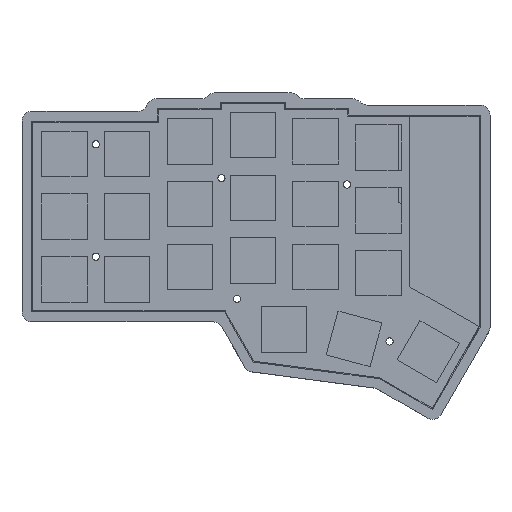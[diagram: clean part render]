
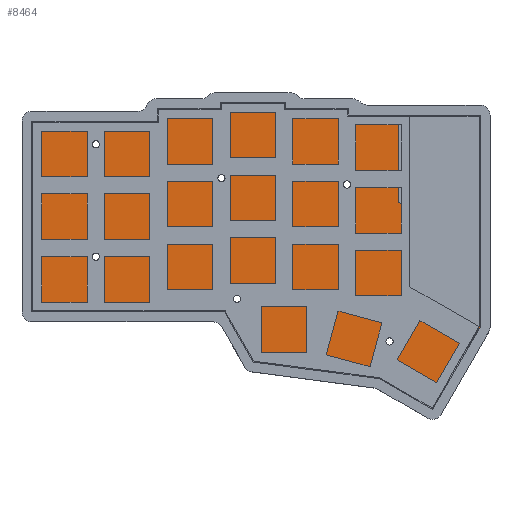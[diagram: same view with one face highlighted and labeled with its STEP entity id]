
A CAD part, top view. The second image highlights one B-rep face of the part: STEP entity #8464.
In plain terms, the highlighted planar face has unit normal (0, 0, 1).
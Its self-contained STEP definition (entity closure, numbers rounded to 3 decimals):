
#113=CIRCLE('',#8929,1.1);
#115=CIRCLE('',#8932,1.1);
#139=CIRCLE('',#8998,1.1);
#140=CIRCLE('',#8999,1.1);
#141=CIRCLE('',#9000,1.1);
#142=CIRCLE('',#9001,1.1);
#143=CIRCLE('',#9002,1.1);
#144=CIRCLE('',#9003,1.1);
#258=FACE_BOUND('',#1128,.T.);
#259=FACE_BOUND('',#1129,.T.);
#260=FACE_BOUND('',#1130,.T.);
#261=FACE_BOUND('',#1131,.T.);
#262=FACE_BOUND('',#1132,.T.);
#263=FACE_BOUND('',#1133,.T.);
#264=FACE_BOUND('',#1134,.T.);
#265=FACE_BOUND('',#1135,.T.);
#634=FACE_OUTER_BOUND('',#1127,.T.);
#1127=EDGE_LOOP('',(#7287,#7288,#7289,#7290,#7291,#7292,#7293,#7294,#7295,
#7296,#7297,#7298,#7299,#7300,#7301,#7302,#7303,#7304,#7305,#7306,#7307,
#7308));
#1128=EDGE_LOOP('',(#7309));
#1129=EDGE_LOOP('',(#7310));
#1130=EDGE_LOOP('',(#7311));
#1131=EDGE_LOOP('',(#7312));
#1132=EDGE_LOOP('',(#7313));
#1133=EDGE_LOOP('',(#7314));
#1134=EDGE_LOOP('',(#7315));
#1135=EDGE_LOOP('',(#7316));
#2118=LINE('',#13197,#3203);
#2139=LINE('',#13241,#3224);
#2142=LINE('',#13247,#3227);
#2145=LINE('',#13253,#3230);
#2153=LINE('',#13268,#3238);
#2154=LINE('',#13270,#3239);
#2155=LINE('',#13272,#3240);
#2156=LINE('',#13274,#3241);
#2157=LINE('',#13276,#3242);
#2158=LINE('',#13278,#3243);
#2159=LINE('',#13280,#3244);
#2160=LINE('',#13282,#3245);
#2161=LINE('',#13284,#3246);
#2162=LINE('',#13286,#3247);
#2163=LINE('',#13288,#3248);
#2164=LINE('',#13290,#3249);
#2165=LINE('',#13292,#3250);
#2166=LINE('',#13294,#3251);
#2167=LINE('',#13296,#3252);
#2168=LINE('',#13298,#3253);
#2169=LINE('',#13300,#3254);
#2170=LINE('',#13301,#3255);
#3203=VECTOR('',#10819,10.);
#3224=VECTOR('',#10854,10.);
#3227=VECTOR('',#10859,10.);
#3230=VECTOR('',#10864,10.);
#3238=VECTOR('',#10878,10.);
#3239=VECTOR('',#10879,10.);
#3240=VECTOR('',#10880,10.);
#3241=VECTOR('',#10881,10.);
#3242=VECTOR('',#10882,10.);
#3243=VECTOR('',#10883,10.);
#3244=VECTOR('',#10884,10.);
#3245=VECTOR('',#10885,10.);
#3246=VECTOR('',#10886,10.);
#3247=VECTOR('',#10887,10.);
#3248=VECTOR('',#10888,10.);
#3249=VECTOR('',#10889,10.);
#3250=VECTOR('',#10890,10.);
#3251=VECTOR('',#10891,10.);
#3252=VECTOR('',#10892,10.);
#3253=VECTOR('',#10893,10.);
#3254=VECTOR('',#10894,10.);
#3255=VECTOR('',#10895,10.);
#3964=VERTEX_POINT('',#13023);
#3966=VERTEX_POINT('',#13029);
#4018=VERTEX_POINT('',#13190);
#4021=VERTEX_POINT('',#13195);
#4037=VERTEX_POINT('',#13240);
#4039=VERTEX_POINT('',#13246);
#4041=VERTEX_POINT('',#13252);
#4045=VERTEX_POINT('',#13267);
#4046=VERTEX_POINT('',#13269);
#4047=VERTEX_POINT('',#13271);
#4048=VERTEX_POINT('',#13273);
#4049=VERTEX_POINT('',#13275);
#4050=VERTEX_POINT('',#13277);
#4051=VERTEX_POINT('',#13279);
#4052=VERTEX_POINT('',#13281);
#4053=VERTEX_POINT('',#13283);
#4054=VERTEX_POINT('',#13285);
#4055=VERTEX_POINT('',#13287);
#4056=VERTEX_POINT('',#13289);
#4057=VERTEX_POINT('',#13291);
#4058=VERTEX_POINT('',#13293);
#4059=VERTEX_POINT('',#13295);
#4060=VERTEX_POINT('',#13297);
#4061=VERTEX_POINT('',#13299);
#4062=VERTEX_POINT('',#13302);
#4063=VERTEX_POINT('',#13304);
#4064=VERTEX_POINT('',#13306);
#4065=VERTEX_POINT('',#13308);
#4066=VERTEX_POINT('',#13310);
#4067=VERTEX_POINT('',#13312);
#5039=EDGE_CURVE('',#3964,#3964,#113,.T.);
#5042=EDGE_CURVE('',#3966,#3966,#115,.T.);
#5123=EDGE_CURVE('',#4021,#4018,#2118,.T.);
#5144=EDGE_CURVE('',#4037,#4018,#2139,.T.);
#5147=EDGE_CURVE('',#4039,#4037,#2142,.T.);
#5150=EDGE_CURVE('',#4041,#4039,#2145,.T.);
#5158=EDGE_CURVE('',#4021,#4045,#2153,.T.);
#5159=EDGE_CURVE('',#4045,#4046,#2154,.T.);
#5160=EDGE_CURVE('',#4046,#4047,#2155,.T.);
#5161=EDGE_CURVE('',#4047,#4048,#2156,.T.);
#5162=EDGE_CURVE('',#4048,#4049,#2157,.T.);
#5163=EDGE_CURVE('',#4049,#4050,#2158,.T.);
#5164=EDGE_CURVE('',#4050,#4051,#2159,.T.);
#5165=EDGE_CURVE('',#4051,#4052,#2160,.T.);
#5166=EDGE_CURVE('',#4052,#4053,#2161,.T.);
#5167=EDGE_CURVE('',#4053,#4054,#2162,.T.);
#5168=EDGE_CURVE('',#4054,#4055,#2163,.T.);
#5169=EDGE_CURVE('',#4055,#4056,#2164,.T.);
#5170=EDGE_CURVE('',#4056,#4057,#2165,.T.);
#5171=EDGE_CURVE('',#4057,#4058,#2166,.T.);
#5172=EDGE_CURVE('',#4058,#4059,#2167,.T.);
#5173=EDGE_CURVE('',#4059,#4060,#2168,.T.);
#5174=EDGE_CURVE('',#4060,#4061,#2169,.T.);
#5175=EDGE_CURVE('',#4061,#4041,#2170,.T.);
#5176=EDGE_CURVE('',#4062,#4062,#139,.T.);
#5177=EDGE_CURVE('',#4063,#4063,#140,.T.);
#5178=EDGE_CURVE('',#4064,#4064,#141,.T.);
#5179=EDGE_CURVE('',#4065,#4065,#142,.T.);
#5180=EDGE_CURVE('',#4066,#4066,#143,.T.);
#5181=EDGE_CURVE('',#4067,#4067,#144,.T.);
#7287=ORIENTED_EDGE('',*,*,#5123,.F.);
#7288=ORIENTED_EDGE('',*,*,#5158,.T.);
#7289=ORIENTED_EDGE('',*,*,#5159,.T.);
#7290=ORIENTED_EDGE('',*,*,#5160,.T.);
#7291=ORIENTED_EDGE('',*,*,#5161,.T.);
#7292=ORIENTED_EDGE('',*,*,#5162,.T.);
#7293=ORIENTED_EDGE('',*,*,#5163,.T.);
#7294=ORIENTED_EDGE('',*,*,#5164,.T.);
#7295=ORIENTED_EDGE('',*,*,#5165,.T.);
#7296=ORIENTED_EDGE('',*,*,#5166,.T.);
#7297=ORIENTED_EDGE('',*,*,#5167,.T.);
#7298=ORIENTED_EDGE('',*,*,#5168,.T.);
#7299=ORIENTED_EDGE('',*,*,#5169,.T.);
#7300=ORIENTED_EDGE('',*,*,#5170,.T.);
#7301=ORIENTED_EDGE('',*,*,#5171,.T.);
#7302=ORIENTED_EDGE('',*,*,#5172,.T.);
#7303=ORIENTED_EDGE('',*,*,#5173,.T.);
#7304=ORIENTED_EDGE('',*,*,#5174,.T.);
#7305=ORIENTED_EDGE('',*,*,#5175,.T.);
#7306=ORIENTED_EDGE('',*,*,#5150,.T.);
#7307=ORIENTED_EDGE('',*,*,#5147,.T.);
#7308=ORIENTED_EDGE('',*,*,#5144,.T.);
#7309=ORIENTED_EDGE('',*,*,#5039,.T.);
#7310=ORIENTED_EDGE('',*,*,#5042,.T.);
#7311=ORIENTED_EDGE('',*,*,#5176,.T.);
#7312=ORIENTED_EDGE('',*,*,#5177,.T.);
#7313=ORIENTED_EDGE('',*,*,#5178,.T.);
#7314=ORIENTED_EDGE('',*,*,#5179,.T.);
#7315=ORIENTED_EDGE('',*,*,#5180,.T.);
#7316=ORIENTED_EDGE('',*,*,#5181,.T.);
#8041=PLANE('',#8997);
#8464=ADVANCED_FACE('',(#634,#258,#259,#260,#261,#262,#263,#264,#265),#8041,
 .F.);
#8929=AXIS2_PLACEMENT_3D('',#13025,#10647,#10648);
#8932=AXIS2_PLACEMENT_3D('',#13031,#10654,#10655);
#8997=AXIS2_PLACEMENT_3D('',#13266,#10876,#10877);
#8998=AXIS2_PLACEMENT_3D('',#13303,#10896,#10897);
#8999=AXIS2_PLACEMENT_3D('',#13305,#10898,#10899);
#9000=AXIS2_PLACEMENT_3D('',#13307,#10900,#10901);
#9001=AXIS2_PLACEMENT_3D('',#13309,#10902,#10903);
#9002=AXIS2_PLACEMENT_3D('',#13311,#10904,#10905);
#9003=AXIS2_PLACEMENT_3D('',#13313,#10906,#10907);
#10647=DIRECTION('center_axis',(0.,0.,-1.));
#10648=DIRECTION('ref_axis',(1.,0.,0.));
#10654=DIRECTION('center_axis',(0.,0.,-1.));
#10655=DIRECTION('ref_axis',(1.,0.,0.));
#10819=DIRECTION('',(0.,-1.,0.));
#10854=DIRECTION('',(-0.897,0.442,0.));
#10859=DIRECTION('',(0.,1.,0.));
#10864=DIRECTION('',(-1.,0.,0.));
#10876=DIRECTION('center_axis',(0.,0.,-1.));
#10877=DIRECTION('ref_axis',(1.,0.,0.));
#10878=DIRECTION('',(-1.,0.,0.));
#10879=DIRECTION('',(0.,1.,0.));
#10880=DIRECTION('',(-1.,0.,0.));
#10881=DIRECTION('',(0.,1.,0.));
#10882=DIRECTION('',(-1.,0.,0.));
#10883=DIRECTION('',(0.,-1.,0.));
#10884=DIRECTION('',(-1.,0.,0.));
#10885=DIRECTION('',(0.,-1.,0.));
#10886=DIRECTION('',(-1.,0.,0.));
#10887=DIRECTION('',(0.,-1.,0.));
#10888=DIRECTION('',(1.,0.,0.));
#10889=DIRECTION('',(0.5,-0.866,0.));
#10890=DIRECTION('',(0.991,-0.131,0.));
#10891=DIRECTION('',(0.866,-0.5,0.));
#10892=DIRECTION('',(0.5,0.866,0.));
#10893=DIRECTION('',(0.866,-0.5,0.));
#10894=DIRECTION('',(0.5,0.866,0.));
#10895=DIRECTION('',(0.,1.,0.));
#10896=DIRECTION('center_axis',(0.,0.,-1.));
#10897=DIRECTION('ref_axis',(-1.,0.,0.));
#10898=DIRECTION('center_axis',(0.,0.,-1.));
#10899=DIRECTION('ref_axis',(-1.,0.,0.));
#10900=DIRECTION('center_axis',(0.,0.,-1.));
#10901=DIRECTION('ref_axis',(-1.,0.,0.));
#10902=DIRECTION('center_axis',(0.,0.,-1.));
#10903=DIRECTION('ref_axis',(-1.,0.,0.));
#10904=DIRECTION('center_axis',(0.,0.,-1.));
#10905=DIRECTION('ref_axis',(-1.,0.,0.));
#10906=DIRECTION('center_axis',(0.,0.,-1.));
#10907=DIRECTION('ref_axis',(-1.,0.,0.));
#13023=CARTESIAN_POINT('',(116.419,54.482,-7.7));
#13025=CARTESIAN_POINT('Origin',(117.519,54.482,-7.7));
#13029=CARTESIAN_POINT('',(128.849,32.849,-7.7));
#13031=CARTESIAN_POINT('Origin',(129.949,32.849,-7.7));
#13190=CARTESIAN_POINT('',(110.844,62.761,-7.7));
#13195=CARTESIAN_POINT('',(110.844,87.726,-7.7));
#13197=CARTESIAN_POINT('',(110.844,67.571,-7.7));
#13240=CARTESIAN_POINT('',(121.774,57.37,-7.7));
#13241=CARTESIAN_POINT('',(102.313,66.968,-7.7));
#13246=CARTESIAN_POINT('',(121.774,52.37,-7.7));
#13247=CARTESIAN_POINT('',(121.774,49.143,-7.7));
#13252=CARTESIAN_POINT('',(135.724,52.37,-7.7));
#13253=CARTESIAN_POINT('',(101.73,52.37,-7.7));
#13266=CARTESIAN_POINT('Origin',(67.735,45.916,-7.7));
#13267=CARTESIAN_POINT('',(94.194,87.726,-7.7));
#13268=CARTESIAN_POINT('',(134.224,87.726,-7.7));
#13269=CARTESIAN_POINT('',(94.194,89.632,-7.7));
#13270=CARTESIAN_POINT('',(94.194,87.726,-7.7));
#13271=CARTESIAN_POINT('',(75.144,89.632,-7.7));
#13272=CARTESIAN_POINT('',(94.194,89.632,-7.7));
#13273=CARTESIAN_POINT('',(75.144,91.536,-7.7));
#13274=CARTESIAN_POINT('',(75.144,89.632,-7.7));
#13275=CARTESIAN_POINT('',(58.395,91.536,-7.7));
#13276=CARTESIAN_POINT('',(75.144,91.536,-7.7));
#13277=CARTESIAN_POINT('',(58.395,89.632,-7.7));
#13278=CARTESIAN_POINT('',(58.395,91.536,-7.7));
#13279=CARTESIAN_POINT('',(39.345,89.632,-7.7));
#13280=CARTESIAN_POINT('',(58.395,89.632,-7.7));
#13281=CARTESIAN_POINT('',(39.345,85.821,-7.7));
#13282=CARTESIAN_POINT('',(39.345,89.632,-7.7));
#13283=CARTESIAN_POINT('',(1.245,85.821,-7.7));
#13284=CARTESIAN_POINT('',(39.345,85.821,-7.7));
#13285=CARTESIAN_POINT('',(1.245,30.972,-7.7));
#13286=CARTESIAN_POINT('',(1.245,85.821,-7.7));
#13287=CARTESIAN_POINT('',(59.05,30.972,-7.7));
#13288=CARTESIAN_POINT('',(1.245,30.972,-7.7));
#13289=CARTESIAN_POINT('',(67.897,15.648,-7.7));
#13290=CARTESIAN_POINT('',(59.05,30.972,-7.7));
#13291=CARTESIAN_POINT('',(105.588,10.685,-7.7));
#13292=CARTESIAN_POINT('',(67.897,15.648,-7.7));
#13293=CARTESIAN_POINT('',(120.733,1.942,-7.7));
#13294=CARTESIAN_POINT('',(105.588,10.685,-7.7));
#13295=CARTESIAN_POINT('',(133.585,24.198,-7.7));
#13296=CARTESIAN_POINT('',(120.733,1.942,-7.7));
#13297=CARTESIAN_POINT('',(134.884,23.448,-7.7));
#13298=CARTESIAN_POINT('',(133.585,24.198,-7.7));
#13299=CARTESIAN_POINT('',(135.724,24.903,-7.7));
#13300=CARTESIAN_POINT('',(121.282,-0.107,-7.7));
#13301=CARTESIAN_POINT('',(135.724,24.903,-7.7));
#13302=CARTESIAN_POINT('',(96.444,68.154,-7.7));
#13303=CARTESIAN_POINT('Origin',(95.344,68.154,-7.7));
#13304=CARTESIAN_POINT('',(20.244,80.346,-7.7));
#13305=CARTESIAN_POINT('Origin',(19.144,80.346,-7.7));
#13306=CARTESIAN_POINT('',(63.045,33.456,-7.7));
#13307=CARTESIAN_POINT('Origin',(61.945,33.456,-7.7));
#13308=CARTESIAN_POINT('',(58.344,70.059,-7.7));
#13309=CARTESIAN_POINT('Origin',(57.244,70.059,-7.7));
#13310=CARTESIAN_POINT('',(20.244,46.246,-7.7));
#13311=CARTESIAN_POINT('Origin',(19.144,46.246,-7.7));
#13312=CARTESIAN_POINT('',(109.358,20.549,-7.7));
#13313=CARTESIAN_POINT('Origin',(108.258,20.549,-7.7));
